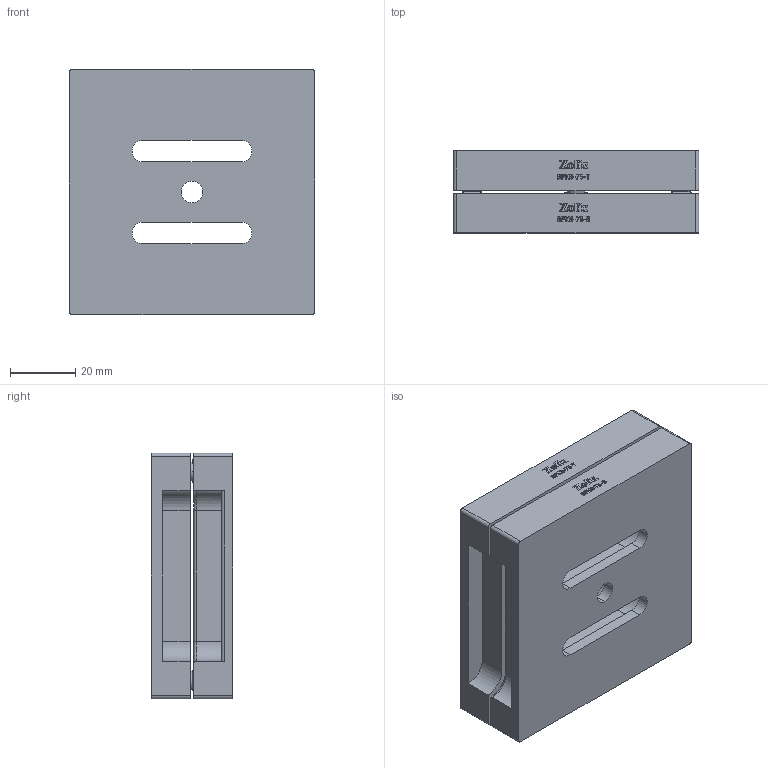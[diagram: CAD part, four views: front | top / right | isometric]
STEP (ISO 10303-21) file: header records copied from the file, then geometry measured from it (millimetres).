
FILE_DESCRIPTION (( 'STEP AP203' ), '1' );
FILE_NAME ('BPKB-75.STEP', '2025-12-17T03:24:03', ( '' ), ( '' ), 'SwSTEP 2.0', 'SolidWorks 2020', '' );
FILE_SCHEMA (( 'CONFIG_CONTROL_DESIGN' ));
Length unit declared in the file: millimetre
Products named in the file (1): BPKB-75
Bounding box: 75 x 25 x 75.04 mm (x, y, z)
Volume: 100718.8 mm3; surface area: 37079 mm2
Topology: 15 solids, 15 shells, 1306 faces, 3462 edges, 2267 vertices
Faces by surface type: plane 738, bspline 339, cylinder 122, cone 91, sphere 12, torus 4
Entity records: 50856 total; most frequent: CARTESIAN_POINT 21847, ORIENTED_EDGE 6888, DIRECTION 4367, EDGE_CURVE 3444, VERTEX_POINT 2261, LINE 1693, VECTOR 1693, EDGE_LOOP 1427
